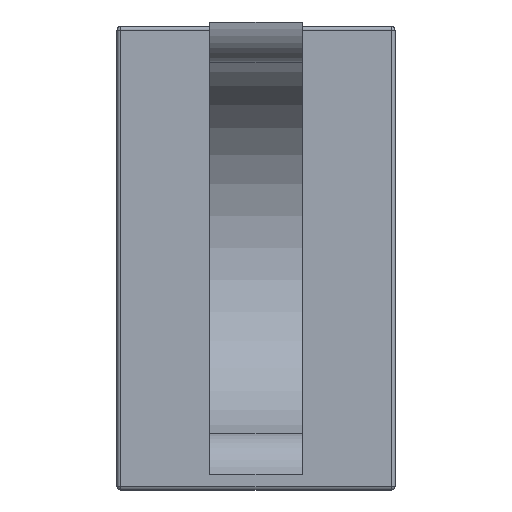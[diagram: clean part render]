
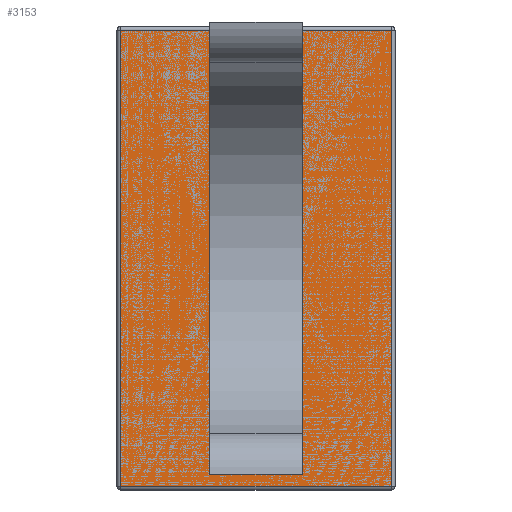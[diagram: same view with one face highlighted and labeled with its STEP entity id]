
A CAD part, top view. The second image highlights one B-rep face of the part: STEP entity #3153.
In plain terms, the highlighted planar face has unit normal (0, 0, 1).
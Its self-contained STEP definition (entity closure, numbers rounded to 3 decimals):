
#3114=CARTESIAN_POINT('',(-49.773,122.131,32.5));
#3115=DIRECTION('',(0.,0.,1.));
#3116=DIRECTION('',(1.,0.,0.));
#3117=AXIS2_PLACEMENT_3D('',#3114,#3115,#3116);
#3118=PLANE('',#3117);
#3119=CARTESIAN_POINT('',(-4.573,87.2,32.5));
#3120=VERTEX_POINT('',#3119);
#3121=CARTESIAN_POINT('',(10.027,87.2,32.5));
#3122=VERTEX_POINT('',#3121);
#3123=CARTESIAN_POINT('',(-4.573,87.2,32.5));
#3124=DIRECTION('',(1.,-0.,-0.));
#3125=VECTOR('',#3124,14.6);
#3126=LINE('',#3123,#3125);
#3127=EDGE_CURVE('',#3120,#3122,#3126,.T.);
#3128=ORIENTED_EDGE('',*,*,#3127,.T.);
#3129=CARTESIAN_POINT('',(10.027,111.8,32.5));
#3130=VERTEX_POINT('',#3129);
#3131=CARTESIAN_POINT('',(10.027,87.2,32.5));
#3132=DIRECTION('',(-0.,1.,-0.));
#3133=VECTOR('',#3132,24.6);
#3134=LINE('',#3131,#3133);
#3135=EDGE_CURVE('',#3122,#3130,#3134,.T.);
#3136=ORIENTED_EDGE('',*,*,#3135,.T.);
#3137=CARTESIAN_POINT('',(-4.573,111.8,32.5));
#3138=VERTEX_POINT('',#3137);
#3139=CARTESIAN_POINT('',(10.027,111.8,32.5));
#3140=DIRECTION('',(-1.,-0.,0.));
#3141=VECTOR('',#3140,14.6);
#3142=LINE('',#3139,#3141);
#3143=EDGE_CURVE('',#3130,#3138,#3142,.T.);
#3144=ORIENTED_EDGE('',*,*,#3143,.T.);
#3145=CARTESIAN_POINT('',(-4.573,111.8,32.5));
#3146=DIRECTION('',(-0.,-1.,-0.));
#3147=VECTOR('',#3146,24.6);
#3148=LINE('',#3145,#3147);
#3149=EDGE_CURVE('',#3138,#3120,#3148,.T.);
#3150=ORIENTED_EDGE('',*,*,#3149,.T.);
#3151=EDGE_LOOP('',(#3128,#3136,#3144,#3150));
#3152=FACE_BOUND('',#3151,.T.);
#3153=ADVANCED_FACE('',(#3152),#3118,.T.);
